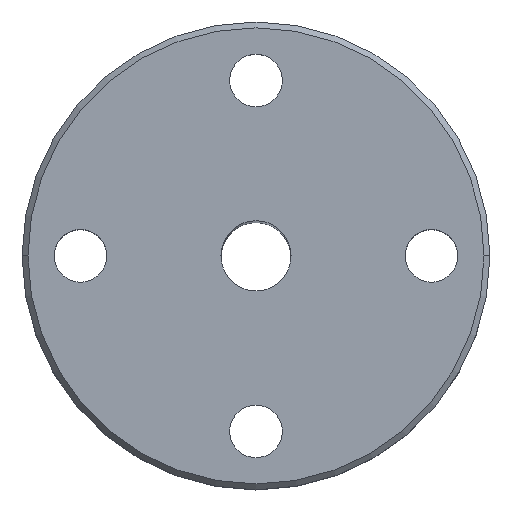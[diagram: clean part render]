
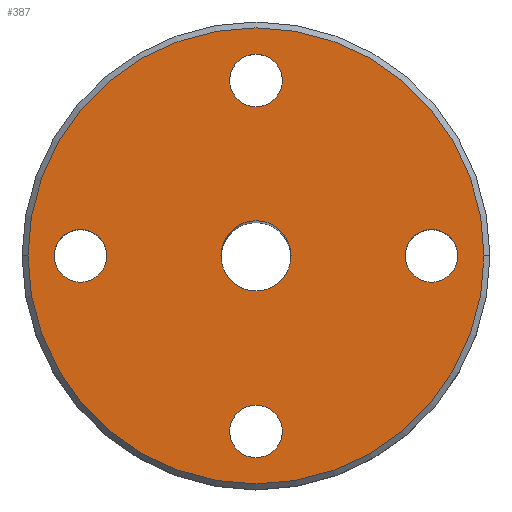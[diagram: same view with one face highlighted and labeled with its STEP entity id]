
A CAD part, top view. The second image highlights one B-rep face of the part: STEP entity #387.
In plain terms, the highlighted planar face has unit normal (0, 0, 1).
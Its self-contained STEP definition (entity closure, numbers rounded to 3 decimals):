
#35 = EDGE_CURVE ( 'NONE', #2475, #3071, #824, .T. ) ;
#43 = CIRCLE ( 'NONE', #2658, 2.25 ) ;
#46 = DIRECTION ( 'NONE',  ( 0., 0., -1. ) ) ;
#68 = CARTESIAN_POINT ( 'NONE',  ( -12.75, 0., 10. ) ) ;
#71 = ORIENTED_EDGE ( 'NONE', *, *, #1573, .T. ) ;
#162 = ORIENTED_EDGE ( 'NONE', *, *, #1794, .T. ) ;
#178 = AXIS2_PLACEMENT_3D ( 'NONE', #3937, #3683, #1607 ) ;
#209 = FACE_BOUND ( 'NONE', #3471, .T. ) ;
#216 = ORIENTED_EDGE ( 'NONE', *, *, #3784, .F. ) ;
#223 = CARTESIAN_POINT ( 'NONE',  ( -3., 0., 10. ) ) ;
#256 = CARTESIAN_POINT ( 'NONE',  ( 0., 0., 10. ) ) ;
#259 = DIRECTION ( 'NONE',  ( 0., 0., -1. ) ) ;
#268 = CARTESIAN_POINT ( 'NONE',  ( 0., 0., 10. ) ) ;
#291 = VERTEX_POINT ( 'NONE', #223 ) ;
#324 = VERTEX_POINT ( 'NONE', #2197 ) ;
#378 = VERTEX_POINT ( 'NONE', #538 ) ;
#381 = AXIS2_PLACEMENT_3D ( 'NONE', #3540, #772, #1727 ) ;
#387 = ADVANCED_FACE ( 'NONE', ( #2047, #3211, #1797, #209, #1724, #887 ), #2673, .T. ) ;
#437 = DIRECTION ( 'NONE',  ( 0., 0., -1. ) ) ;
#442 = AXIS2_PLACEMENT_3D ( 'NONE', #2189, #1904, #644 ) ;
#520 = CIRCLE ( 'NONE', #3671, 19.5 ) ;
#538 = CARTESIAN_POINT ( 'NONE',  ( -17.25, 0., 10. ) ) ;
#607 = EDGE_LOOP ( 'NONE', ( #2486, #162 ) ) ;
#629 = EDGE_CURVE ( 'NONE', #2631, #3504, #43, .T. ) ;
#644 = DIRECTION ( 'NONE',  ( -1., 0., 0. ) ) ;
#678 = EDGE_LOOP ( 'NONE', ( #3205, #2774 ) ) ;
#679 = EDGE_LOOP ( 'NONE', ( #1186, #71 ) ) ;
#702 = EDGE_CURVE ( 'NONE', #3920, #3170, #3273, .T. ) ;
#772 = DIRECTION ( 'NONE',  ( 0., 0., -1. ) ) ;
#824 = CIRCLE ( 'NONE', #442, 2.25 ) ;
#887 = FACE_BOUND ( 'NONE', #3066, .T. ) ;
#956 = VERTEX_POINT ( 'NONE', #68 ) ;
#964 = EDGE_CURVE ( 'NONE', #324, #291, #3466, .T. ) ;
#992 = EDGE_CURVE ( 'NONE', #3071, #2475, #2717, .T. ) ;
#1120 = EDGE_CURVE ( 'NONE', #956, #378, #2269, .T. ) ;
#1123 = CARTESIAN_POINT ( 'NONE',  ( 17.25, 0., 10. ) ) ;
#1140 = CARTESIAN_POINT ( 'NONE',  ( -15., 0., 10. ) ) ;
#1141 = AXIS2_PLACEMENT_3D ( 'NONE', #2963, #259, #3892 ) ;
#1147 = CARTESIAN_POINT ( 'NONE',  ( 0., 0., 10. ) ) ;
#1172 = DIRECTION ( 'NONE',  ( 0., 0., 1. ) ) ;
#1186 = ORIENTED_EDGE ( 'NONE', *, *, #1239, .T. ) ;
#1223 = DIRECTION ( 'NONE',  ( -1., 0., 0. ) ) ;
#1239 = EDGE_CURVE ( 'NONE', #3483, #3378, #3539, .T. ) ;
#1462 = DIRECTION ( 'NONE',  ( -1., 0., 0. ) ) ;
#1572 = ORIENTED_EDGE ( 'NONE', *, *, #35, .T. ) ;
#1573 = EDGE_CURVE ( 'NONE', #3378, #3483, #1891, .T. ) ;
#1579 = AXIS2_PLACEMENT_3D ( 'NONE', #2716, #3103, #1940 ) ;
#1588 = CARTESIAN_POINT ( 'NONE',  ( 2.25, -15., 10. ) ) ;
#1607 = DIRECTION ( 'NONE',  ( 1., 0., 0. ) ) ;
#1638 = CARTESIAN_POINT ( 'NONE',  ( -2.25, -15., 10. ) ) ;
#1645 = AXIS2_PLACEMENT_3D ( 'NONE', #1147, #3845, #2652 ) ;
#1724 = FACE_BOUND ( 'NONE', #679, .T. ) ;
#1727 = DIRECTION ( 'NONE',  ( -1., 0., 0. ) ) ;
#1728 = CARTESIAN_POINT ( 'NONE',  ( 0., 0., 10. ) ) ;
#1783 = AXIS2_PLACEMENT_3D ( 'NONE', #256, #1172, #3292 ) ;
#1794 = EDGE_CURVE ( 'NONE', #3504, #2631, #3340, .T. ) ;
#1797 = FACE_BOUND ( 'NONE', #607, .T. ) ;
#1891 = CIRCLE ( 'NONE', #2844, 2.25 ) ;
#1904 = DIRECTION ( 'NONE',  ( 0., 0., -1. ) ) ;
#1940 = DIRECTION ( 'NONE',  ( -1., 0., 0. ) ) ;
#1956 = AXIS2_PLACEMENT_3D ( 'NONE', #1140, #3880, #1462 ) ;
#2047 = FACE_BOUND ( 'NONE', #3321, .T. ) ;
#2068 = DIRECTION ( 'NONE',  ( 1., 0., 0. ) ) ;
#2114 = DIRECTION ( 'NONE',  ( -1., 0., 0. ) ) ;
#2122 = DIRECTION ( 'NONE',  ( 0., 0., -1. ) ) ;
#2189 = CARTESIAN_POINT ( 'NONE',  ( 15., 0., 10. ) ) ;
#2197 = CARTESIAN_POINT ( 'NONE',  ( 3., 0., 10. ) ) ;
#2269 = CIRCLE ( 'NONE', #1956, 2.25 ) ;
#2306 = DIRECTION ( 'NONE',  ( 0., 0., 1. ) ) ;
#2327 = DIRECTION ( 'NONE',  ( 1., 0., 0. ) ) ;
#2344 = CIRCLE ( 'NONE', #381, 2.25 ) ;
#2453 = CARTESIAN_POINT ( 'NONE',  ( -19.5, 0., 10. ) ) ;
#2475 = VERTEX_POINT ( 'NONE', #2494 ) ;
#2486 = ORIENTED_EDGE ( 'NONE', *, *, #629, .T. ) ;
#2494 = CARTESIAN_POINT ( 'NONE',  ( 12.75, 0., 10. ) ) ;
#2631 = VERTEX_POINT ( 'NONE', #3117 ) ;
#2652 = DIRECTION ( 'NONE',  ( 1., 0., 0. ) ) ;
#2658 = AXIS2_PLACEMENT_3D ( 'NONE', #3011, #2122, #1223 ) ;
#2673 = PLANE ( 'NONE',  #1645 ) ;
#2716 = CARTESIAN_POINT ( 'NONE',  ( 0., 15., 10. ) ) ;
#2717 = CIRCLE ( 'NONE', #3727, 2.25 ) ;
#2759 = EDGE_CURVE ( 'NONE', #3170, #3920, #520, .T. ) ;
#2769 = CARTESIAN_POINT ( 'NONE',  ( 15., 0., 10. ) ) ;
#2774 = ORIENTED_EDGE ( 'NONE', *, *, #702, .T. ) ;
#2844 = AXIS2_PLACEMENT_3D ( 'NONE', #3140, #437, #3767 ) ;
#2881 = ORIENTED_EDGE ( 'NONE', *, *, #1120, .T. ) ;
#2928 = DIRECTION ( 'NONE',  ( 0., 0., 1. ) ) ;
#2963 = CARTESIAN_POINT ( 'NONE',  ( 0., -15., 10. ) ) ;
#3011 = CARTESIAN_POINT ( 'NONE',  ( 0., 15., 10. ) ) ;
#3029 = ORIENTED_EDGE ( 'NONE', *, *, #3932, .T. ) ;
#3066 = EDGE_LOOP ( 'NONE', ( #1572, #3809 ) ) ;
#3071 = VERTEX_POINT ( 'NONE', #1123 ) ;
#3103 = DIRECTION ( 'NONE',  ( 0., 0., -1. ) ) ;
#3117 = CARTESIAN_POINT ( 'NONE',  ( -2.25, 15., 10. ) ) ;
#3140 = CARTESIAN_POINT ( 'NONE',  ( 0., -15., 10. ) ) ;
#3170 = VERTEX_POINT ( 'NONE', #2453 ) ;
#3205 = ORIENTED_EDGE ( 'NONE', *, *, #2759, .T. ) ;
#3211 = FACE_OUTER_BOUND ( 'NONE', #678, .T. ) ;
#3273 = CIRCLE ( 'NONE', #3533, 19.5 ) ;
#3292 = DIRECTION ( 'NONE',  ( 1., 0., 0. ) ) ;
#3321 = EDGE_LOOP ( 'NONE', ( #3428, #216 ) ) ;
#3340 = CIRCLE ( 'NONE', #1579, 2.25 ) ;
#3345 = CIRCLE ( 'NONE', #1783, 3. ) ;
#3378 = VERTEX_POINT ( 'NONE', #1588 ) ;
#3428 = ORIENTED_EDGE ( 'NONE', *, *, #964, .F. ) ;
#3466 = CIRCLE ( 'NONE', #178, 3. ) ;
#3471 = EDGE_LOOP ( 'NONE', ( #3029, #2881 ) ) ;
#3483 = VERTEX_POINT ( 'NONE', #1638 ) ;
#3504 = VERTEX_POINT ( 'NONE', #3902 ) ;
#3533 = AXIS2_PLACEMENT_3D ( 'NONE', #268, #2306, #2327 ) ;
#3539 = CIRCLE ( 'NONE', #1141, 2.25 ) ;
#3540 = CARTESIAN_POINT ( 'NONE',  ( -15., 0., 10. ) ) ;
#3565 = CARTESIAN_POINT ( 'NONE',  ( 19.5, 0., 10. ) ) ;
#3671 = AXIS2_PLACEMENT_3D ( 'NONE', #1728, #2928, #2068 ) ;
#3683 = DIRECTION ( 'NONE',  ( 0., 0., 1. ) ) ;
#3727 = AXIS2_PLACEMENT_3D ( 'NONE', #2769, #46, #2114 ) ;
#3767 = DIRECTION ( 'NONE',  ( -1., 0., 0. ) ) ;
#3784 = EDGE_CURVE ( 'NONE', #291, #324, #3345, .T. ) ;
#3809 = ORIENTED_EDGE ( 'NONE', *, *, #992, .T. ) ;
#3845 = DIRECTION ( 'NONE',  ( 0., 0., 1. ) ) ;
#3880 = DIRECTION ( 'NONE',  ( 0., 0., -1. ) ) ;
#3892 = DIRECTION ( 'NONE',  ( -1., 0., 0. ) ) ;
#3902 = CARTESIAN_POINT ( 'NONE',  ( 2.25, 15., 10. ) ) ;
#3920 = VERTEX_POINT ( 'NONE', #3565 ) ;
#3932 = EDGE_CURVE ( 'NONE', #378, #956, #2344, .T. ) ;
#3937 = CARTESIAN_POINT ( 'NONE',  ( 0., 0., 10. ) ) ;
